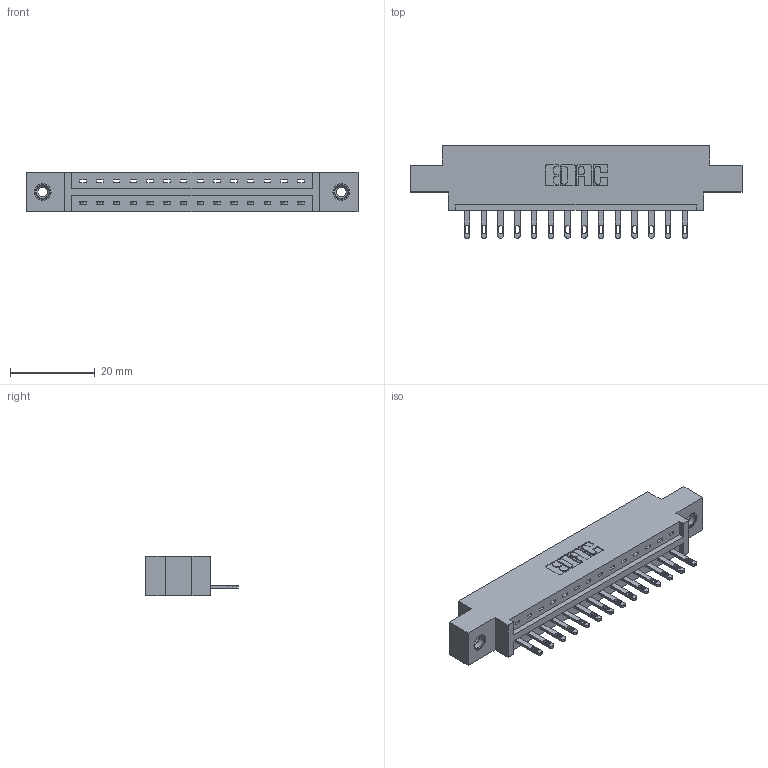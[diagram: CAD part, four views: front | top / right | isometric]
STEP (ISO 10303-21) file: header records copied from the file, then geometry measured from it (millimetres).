
FILE_DESCRIPTION (( 'STEP AP203' ), '1' );
FILE_NAME ('337-014-500-608.STEP', '2018-08-04T13:45:12', ( '' ), ( '' ), 'SwSTEP 2.0', 'SolidWorks 2016', '' );
FILE_SCHEMA (( 'CONFIG_CONTROL_DESIGN' ));
Length unit declared in the file: inch
Products named in the file (4): 337 Part_0.170 Offset - 0.156 Dia-TI; 345-292-001_345-293-100; 345-250-001_345-250-003-102; 337-014-500-608
Assembly tree (17 placements, depth 2):
  337-014-500-608
    337 Part_0.170 Offset - 0.156 Dia-TI
    345-292-001_345-293-100  x14
    345-250-001_345-250-003-102  x2
Bounding box: 78.49 x 21.85 x 9.4 mm (x, y, z)
Volume: 7691.6 mm3; surface area: 7951.5 mm2
Topology: 17 solids, 17 shells, 990 faces, 2979 edges, 1978 vertices
Faces by surface type: plane 666, cylinder 308, cone 12, torus 4
Entity records: 15276 total; most frequent: CARTESIAN_POINT 2639, ORIENTED_EDGE 2582, DIRECTION 2313, EDGE_CURVE 1291, VECTOR 1139, LINE 1139, VERTEX_POINT 856, AXIS2_PLACEMENT_3D 587
